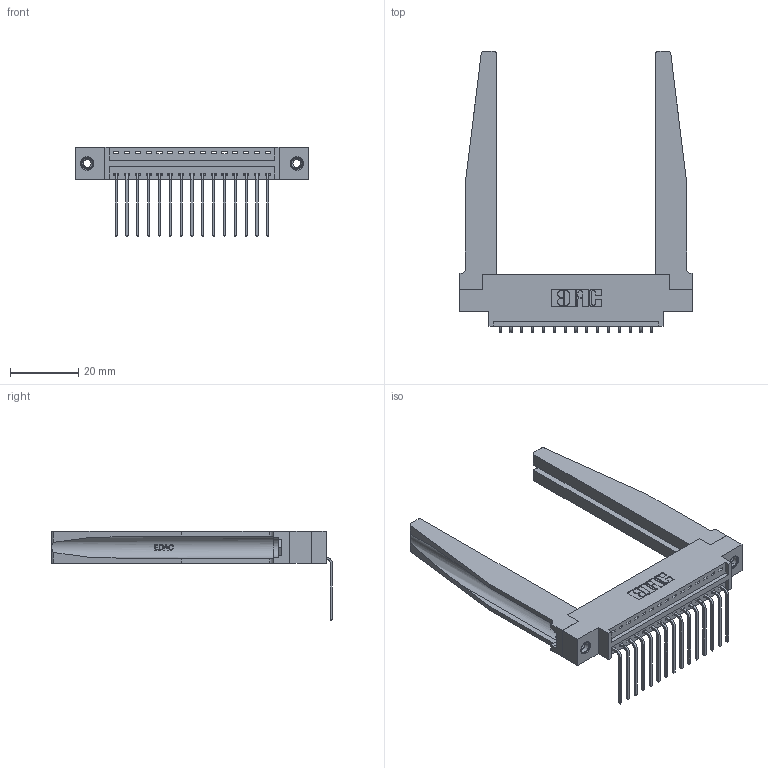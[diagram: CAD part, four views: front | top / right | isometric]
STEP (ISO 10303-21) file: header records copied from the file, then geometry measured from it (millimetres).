
FILE_DESCRIPTION (( 'STEP AP203' ), '1' );
FILE_NAME ('346-015-559-678.STEP', '2022-05-05T09:15:21', ( '' ), ( '' ), 'SwSTEP 2.0', 'SolidWorks 2020', '' );
FILE_SCHEMA (( 'CONFIG_CONTROL_DESIGN' ));
Length unit declared in the file: inch
Products named in the file (5): 346-220-078_345-220-078; 346 Part_0.170 Offset - 0.156 Dia-TH; 346-015-559-678; 345-292-001_558 559 Tail - 1; 345-250-001_345-250-001-102
Assembly tree (20 placements, depth 2):
  346-015-559-678
    346 Part_0.170 Offset - 0.156 Dia-TH
    345-292-001_558 559 Tail - 1  x15
    346-220-078_345-220-078  x2
    345-250-001_345-250-001-102  x2
Bounding box: 68.2 x 82.36 x 26.16 mm (x, y, z)
Volume: 13128.3 mm3; surface area: 14513 mm2
Topology: 20 solids, 20 shells, 1274 faces, 3715 edges, 2446 vertices
Faces by surface type: plane 866, cylinder 356, bspline 36, cone 12, torus 4
Entity records: 18324 total; most frequent: CARTESIAN_POINT 4066, ORIENTED_EDGE 2902, DIRECTION 2603, EDGE_CURVE 1451, VECTOR 1165, LINE 1165, VERTEX_POINT 960, AXIS2_PLACEMENT_3D 719
